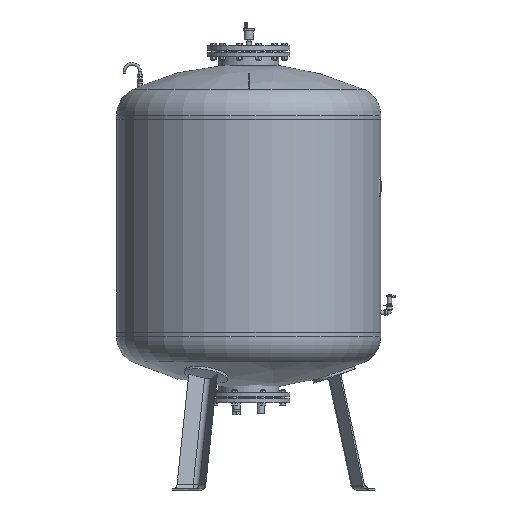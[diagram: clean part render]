
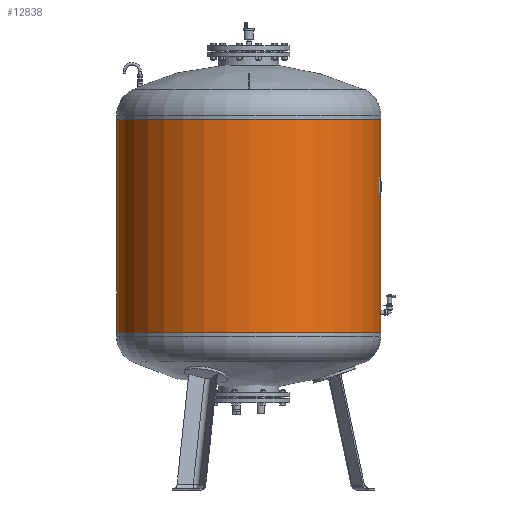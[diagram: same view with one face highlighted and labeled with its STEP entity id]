
A CAD part, left-side view. The second image highlights one B-rep face of the part: STEP entity #12838.
In plain terms, the highlighted cylindrical face has radius 600 mm (diameter 1200 mm), a full revolution.
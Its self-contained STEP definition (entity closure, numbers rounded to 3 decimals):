
#3363=FACE_BOUND($,#4908,.T.);
#3944=FACE_OUTER_BOUND($,#4907,.T.);
#4907=EDGE_LOOP($,(#10923));
#4908=EDGE_LOOP($,(#10924));
#5602=CIRCLE($,#14005,600.);
#5603=CIRCLE($,#14007,600.);
#6529=VERTEX_POINT($,#20697);
#6530=VERTEX_POINT($,#20700);
#8077=EDGE_CURVE($,#6529,#6529,#5602,.T.);
#8078=EDGE_CURVE($,#6530,#6530,#5603,.T.);
#10923=ORIENTED_EDGE($,*,*,#8077,.T.);
#10924=ORIENTED_EDGE($,*,*,#8078,.F.);
#12286=CYLINDRICAL_SURFACE($,#14006,600.);
#12838=ADVANCED_FACE($,(#3944,#3363),#12286,.T.);
#14005=AXIS2_PLACEMENT_3D($,#20698,#16871,#16872);
#14006=AXIS2_PLACEMENT_3D($,#20699,#16873,#16874);
#14007=AXIS2_PLACEMENT_3D($,#20701,#16875,#16876);
#16871=DIRECTION('center_axis',(0.,0.,1.));
#16872=DIRECTION('ref_axis',(1.,0.,0.));
#16873=DIRECTION('center_axis',(0.,0.,1.));
#16874=DIRECTION('ref_axis',(1.,0.,0.));
#16875=DIRECTION('center_axis',(0.,0.,1.));
#16876=DIRECTION('ref_axis',(1.,0.,0.));
#20697=CARTESIAN_POINT('',(600.,0.,718.));
#20698=CARTESIAN_POINT('Origin',(0.,0.,718.));
#20699=CARTESIAN_POINT('Origin',(0.,0.,1433.5));
#20700=CARTESIAN_POINT('',(600.,0.,1682.));
#20701=CARTESIAN_POINT('Origin',(0.,0.,1682.));
